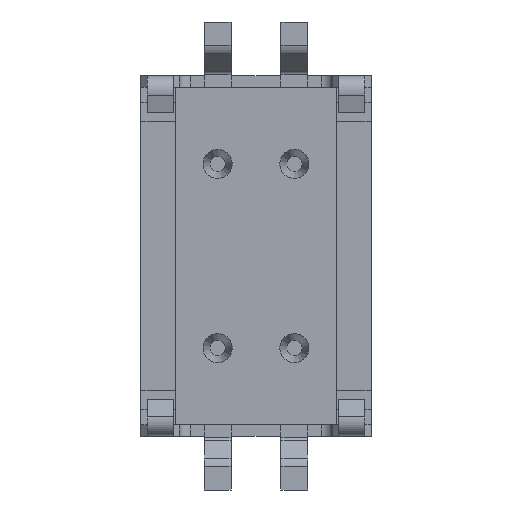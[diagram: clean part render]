
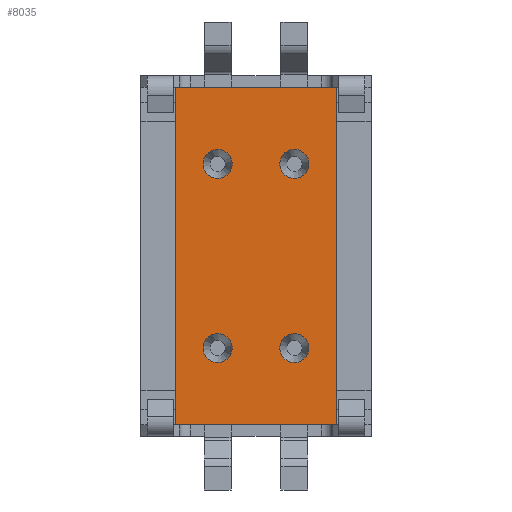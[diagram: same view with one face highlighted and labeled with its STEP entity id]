
A CAD part, front view. The second image highlights one B-rep face of the part: STEP entity #8035.
In plain terms, the highlighted planar face has unit normal (0, -1, 0).
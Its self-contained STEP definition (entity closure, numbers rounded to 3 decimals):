
#134=CIRCLE('',#8376,0.19);
#135=CIRCLE('',#8377,0.19);
#136=CIRCLE('',#8378,0.19);
#137=CIRCLE('',#8379,0.19);
#283=ORIENTED_EDGE('',*,*,#2052,.F.);
#284=ORIENTED_EDGE('',*,*,#2053,.F.);
#285=ORIENTED_EDGE('',*,*,#2054,.F.);
#286=ORIENTED_EDGE('',*,*,#2055,.F.);
#287=ORIENTED_EDGE('',*,*,#2056,.T.);
#288=ORIENTED_EDGE('',*,*,#2057,.F.);
#289=ORIENTED_EDGE('',*,*,#2058,.F.);
#290=ORIENTED_EDGE('',*,*,#2050,.T.);
#2050=EDGE_CURVE('',#2935,#2934,#3516,.T.);
#2052=EDGE_CURVE('',#2936,#2936,#134,.T.);
#2053=EDGE_CURVE('',#2937,#2937,#135,.T.);
#2054=EDGE_CURVE('',#2938,#2938,#136,.T.);
#2055=EDGE_CURVE('',#2939,#2939,#137,.T.);
#2056=EDGE_CURVE('',#2934,#2940,#3518,.T.);
#2057=EDGE_CURVE('',#2941,#2940,#3519,.T.);
#2058=EDGE_CURVE('',#2935,#2941,#3520,.T.);
#2934=VERTEX_POINT('',#10569);
#2935=VERTEX_POINT('',#10571);
#2936=VERTEX_POINT('',#10575);
#2937=VERTEX_POINT('',#10577);
#2938=VERTEX_POINT('',#10579);
#2939=VERTEX_POINT('',#10581);
#2940=VERTEX_POINT('',#10583);
#2941=VERTEX_POINT('',#10585);
#3516=LINE('',#10570,#4248);
#3518=LINE('',#10582,#4250);
#3519=LINE('',#10584,#4251);
#3520=LINE('',#10586,#4252);
#4248=VECTOR('',#8870,1000.);
#4250=VECTOR('',#8882,1000.);
#4251=VECTOR('',#8883,1000.);
#4252=VECTOR('',#8884,1000.);
#4971=EDGE_LOOP('',(#283));
#4972=EDGE_LOOP('',(#284));
#4973=EDGE_LOOP('',(#285));
#4974=EDGE_LOOP('',(#286));
#4975=EDGE_LOOP('',(#287,#288,#289,#290));
#5323=FACE_BOUND('',#4971,.T.);
#5324=FACE_BOUND('',#4972,.T.);
#5325=FACE_BOUND('',#4973,.T.);
#5326=FACE_BOUND('',#4974,.T.);
#5327=FACE_BOUND('',#4975,.T.);
#5673=PLANE('',#8375);
#8035=ADVANCED_FACE('',(#5323,#5324,#5325,#5326,#5327),#5673,.F.);
#8375=AXIS2_PLACEMENT_3D('',#10573,#8872,#8873);
#8376=AXIS2_PLACEMENT_3D('',#10574,#8874,#8875);
#8377=AXIS2_PLACEMENT_3D('',#10576,#8876,#8877);
#8378=AXIS2_PLACEMENT_3D('',#10578,#8878,#8879);
#8379=AXIS2_PLACEMENT_3D('',#10580,#8880,#8881);
#8870=DIRECTION('',(-1.,0.,0.));
#8872=DIRECTION('',(0.,1.,0.));
#8873=DIRECTION('',(0.,0.,1.));
#8874=DIRECTION('',(0.,-1.,0.));
#8875=DIRECTION('',(0.,0.,-1.));
#8876=DIRECTION('',(0.,-1.,0.));
#8877=DIRECTION('',(0.,0.,-1.));
#8878=DIRECTION('',(0.,-1.,0.));
#8879=DIRECTION('',(0.,0.,-1.));
#8880=DIRECTION('',(0.,-1.,0.));
#8881=DIRECTION('',(0.,0.,-1.));
#8882=DIRECTION('',(0.,0.,-1.));
#8883=DIRECTION('',(-1.,0.,0.));
#8884=DIRECTION('',(0.,0.,-1.));
#10569=CARTESIAN_POINT('',(-1.05,0.,2.2));
#10570=CARTESIAN_POINT('',(1.05,0.,2.2));
#10571=CARTESIAN_POINT('',(1.05,0.,2.2));
#10573=CARTESIAN_POINT('',(1.05,0.,2.2));
#10574=CARTESIAN_POINT('',(-0.5,0.,-1.2));
#10575=CARTESIAN_POINT('',(-0.5,0.,-1.39));
#10576=CARTESIAN_POINT('',(-0.5,0.,1.2));
#10577=CARTESIAN_POINT('',(-0.5,0.,1.01));
#10578=CARTESIAN_POINT('',(0.5,0.,-1.2));
#10579=CARTESIAN_POINT('',(0.5,0.,-1.39));
#10580=CARTESIAN_POINT('',(0.5,0.,1.2));
#10581=CARTESIAN_POINT('',(0.5,0.,1.01));
#10582=CARTESIAN_POINT('',(-1.05,0.,2.2));
#10583=CARTESIAN_POINT('',(-1.05,0.,-2.2));
#10584=CARTESIAN_POINT('',(1.05,0.,-2.2));
#10585=CARTESIAN_POINT('',(1.05,0.,-2.2));
#10586=CARTESIAN_POINT('',(1.05,0.,2.2));
